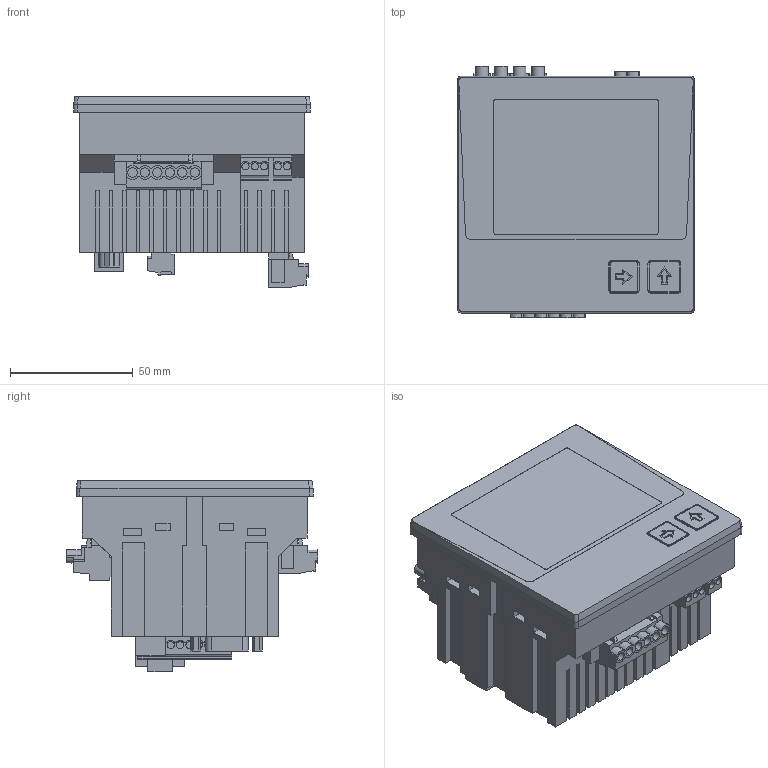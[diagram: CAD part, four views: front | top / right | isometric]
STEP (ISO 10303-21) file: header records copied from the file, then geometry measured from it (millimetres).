
FILE_DESCRIPTION(('CATIA V5 STEP Exchange','CAx-IF Rec.Pracs.--- Model Styling and Organization---1.4--- 2014-01-23'),'2;1');
FILE_NAME ('D1427533_2', '2021-08-19T11:20:52+00:00', ('none'), ('Weidmueller'), 'CATIA Version 5-6 Release 2016 SP3 HF44', 'CATIA V5 STEP AP214', 'none');
FILE_SCHEMA(('AUTOMOTIVE_DESIGN { 1 0 10303 214 1 1 1 1 }'));
Products named in the file (1): S3D_ENERGY_METER_610_PB_230
Bounding box: 96.5 x 102.39 x 78.2 mm (x, y, z)
Volume: 461040.1 mm3; surface area: 85171.4 mm2
Topology: 46 solids, 46 shells, 2400 faces, 6764 edges, 4621 vertices
Faces by surface type: plane 1911, cylinder 384, cone 60, extrusion 33, bspline 12
Entity records: 76749 total; most frequent: CARTESIAN_POINT 15699, ORIENTED_EDGE 13528, DIRECTION 9576, EDGE_CURVE 6764, VECTOR 5469, LINE 5436, VERTEX_POINT 4621, EDGE_LOOP 2575
